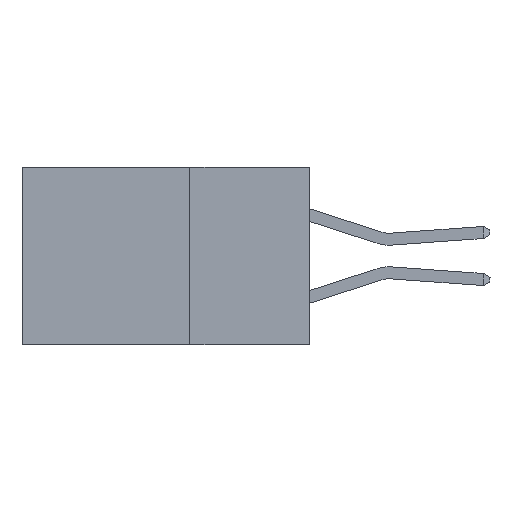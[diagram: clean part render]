
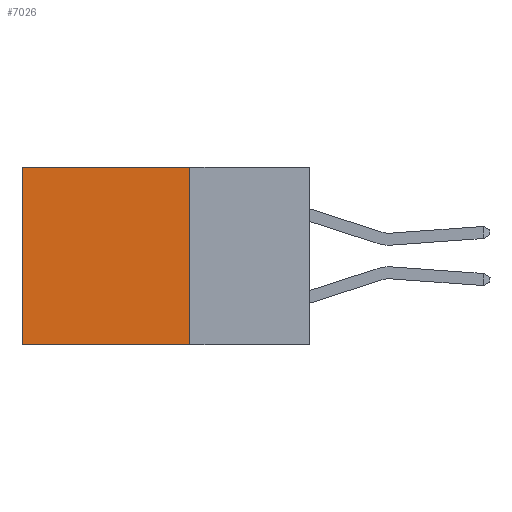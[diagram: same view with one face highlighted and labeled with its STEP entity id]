
A CAD part, left-side view. The second image highlights one B-rep face of the part: STEP entity #7026.
In plain terms, the highlighted planar face has unit normal (-1, 0, 0).
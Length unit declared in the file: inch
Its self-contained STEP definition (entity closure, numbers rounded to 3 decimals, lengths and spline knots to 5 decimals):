
#713 = DIRECTION ( 'NONE',  ( 0., 1., 0. ) ) ;
#753 = CARTESIAN_POINT ( 'NONE',  ( 0.2615, 0.25, -0.37 ) ) ;
#1933 = CARTESIAN_POINT ( 'NONE',  ( 0.2615, 0.6, -0.37 ) ) ;
#2692 = PLANE ( 'NONE',  #15022 ) ;
#2736 = DIRECTION ( 'NONE',  ( 0., 0., -1. ) ) ;
#2790 = DIRECTION ( 'NONE',  ( 1., 0., 0. ) ) ;
#3058 = LINE ( 'NONE', #753, #14671 ) ;
#3441 = EDGE_CURVE ( 'NONE', #8322, #16364, #19098, .T. ) ;
#3973 = EDGE_CURVE ( 'NONE', #4368, #16364, #3058, .T. ) ;
#4368 = VERTEX_POINT ( 'NONE', #18956 ) ;
#4503 = EDGE_CURVE ( 'NONE', #9835, #8322, #5498, .T. ) ;
#5498 = LINE ( 'NONE', #14815, #17019 ) ;
#6047 = DIRECTION ( 'NONE',  ( 0., 0., -1. ) ) ;
#6250 = EDGE_CURVE ( 'NONE', #9835, #4368, #18790, .T. ) ;
#6280 = CARTESIAN_POINT ( 'NONE',  ( 0.2615, 0.6, -0.37 ) ) ;
#6553 = EDGE_LOOP ( 'NONE', ( #7762, #15745, #12835, #12306 ) ) ;
#7026 = ADVANCED_FACE ( 'NONE', ( #10362 ), #2692, .F. ) ;
#7762 = ORIENTED_EDGE ( 'NONE', *, *, #3441, .T. ) ;
#8322 = VERTEX_POINT ( 'NONE', #15231 ) ;
#8837 = CARTESIAN_POINT ( 'NONE',  ( 0.2615, 0.25, -0.37 ) ) ;
#9835 = VERTEX_POINT ( 'NONE', #19464 ) ;
#10362 = FACE_OUTER_BOUND ( 'NONE', #6553, .T. ) ;
#12306 = ORIENTED_EDGE ( 'NONE', *, *, #4503, .T. ) ;
#12835 = ORIENTED_EDGE ( 'NONE', *, *, #6250, .F. ) ;
#13130 = DIRECTION ( 'NONE',  ( 0., 0., -1. ) ) ;
#13568 = CARTESIAN_POINT ( 'NONE',  ( 0.2615, 0.25, -0.37 ) ) ;
#14671 = VECTOR ( 'NONE', #713, 39.37008 ) ;
#14785 = DIRECTION ( 'NONE',  ( 0., 1., 0. ) ) ;
#14815 = CARTESIAN_POINT ( 'NONE',  ( 0.2615, 0.25, 0. ) ) ;
#15022 = AXIS2_PLACEMENT_3D ( 'NONE', #8837, #2790, #2736 ) ;
#15155 = VECTOR ( 'NONE', #6047, 39.37008 ) ;
#15231 = CARTESIAN_POINT ( 'NONE',  ( 0.2615, 0.6, 0. ) ) ;
#15745 = ORIENTED_EDGE ( 'NONE', *, *, #3973, .F. ) ;
#16364 = VERTEX_POINT ( 'NONE', #1933 ) ;
#17019 = VECTOR ( 'NONE', #14785, 39.37008 ) ;
#18319 = VECTOR ( 'NONE', #13130, 39.37008 ) ;
#18790 = LINE ( 'NONE', #13568, #18319 ) ;
#18956 = CARTESIAN_POINT ( 'NONE',  ( 0.2615, 0.25, -0.37 ) ) ;
#19098 = LINE ( 'NONE', #6280, #15155 ) ;
#19464 = CARTESIAN_POINT ( 'NONE',  ( 0.2615, 0.25, 0. ) ) ;
